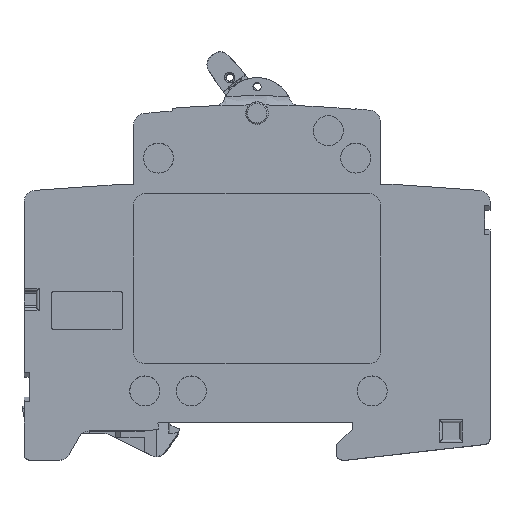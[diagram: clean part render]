
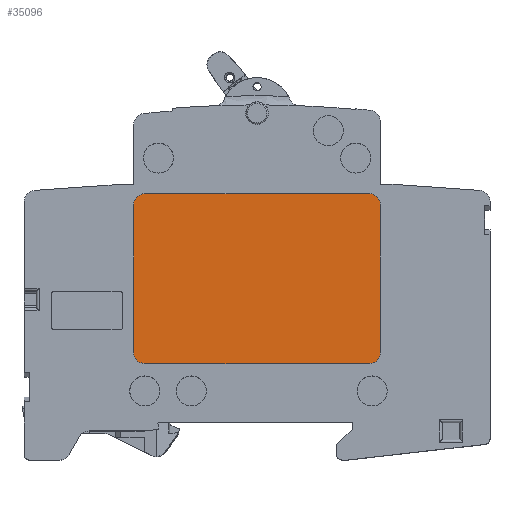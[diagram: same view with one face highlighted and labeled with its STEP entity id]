
A CAD part, top view. The second image highlights one B-rep face of the part: STEP entity #35096.
In plain terms, the highlighted planar face has unit normal (0, 0, 1).
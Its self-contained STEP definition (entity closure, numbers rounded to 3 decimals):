
#11133=CARTESIAN_POINT('',(20.5,39.8,8.625));
#11134=DIRECTION('',(0.,0.,1.));
#11135=DIRECTION('',(1.,0.,0.));
#11136=AXIS2_PLACEMENT_3D('',#11133,#11134,#11135);
#11151=CARTESIAN_POINT('',(-20.5,39.8,8.625));
#11152=DIRECTION('',(0.,0.,1.));
#11153=DIRECTION('',(0.,1.,0.));
#11154=AXIS2_PLACEMENT_3D('',#11151,#11152,#11153);
#11156=DIRECTION('',(-1.,0.,0.));
#11157=VECTOR('',#11156,41.);
#11158=CARTESIAN_POINT('',(20.5,41.8,8.625));
#11159=LINE('',#11158,#11157);
#11160=DIRECTION('',(0.,1.,0.));
#11161=VECTOR('',#11160,27.);
#11162=CARTESIAN_POINT('',(22.5,12.8,8.625));
#11163=LINE('',#11162,#11161);
#11164=DIRECTION('',(1.,0.,0.));
#11165=VECTOR('',#11164,41.);
#11166=CARTESIAN_POINT('',(-20.5,10.8,8.625));
#11167=LINE('',#11166,#11165);
#11168=DIRECTION('',(0.,-1.,0.));
#11169=VECTOR('',#11168,27.);
#11170=CARTESIAN_POINT('',(-22.5,39.8,8.625));
#11171=LINE('',#11170,#11169);
#11185=CARTESIAN_POINT('',(20.5,12.8,8.625));
#11186=DIRECTION('',(0.,0.,1.));
#11187=DIRECTION('',(0.,-1.,0.));
#11188=AXIS2_PLACEMENT_3D('',#11185,#11186,#11187);
#11203=CARTESIAN_POINT('',(-20.5,12.8,8.625));
#11204=DIRECTION('',(0.,0.,1.));
#11205=DIRECTION('',(-1.,0.,0.));
#11206=AXIS2_PLACEMENT_3D('',#11203,#11204,#11205);
#13602=CARTESIAN_POINT('',(-22.5,39.8,8.625));
#13604=VERTEX_POINT('',#13602);
#13606=CARTESIAN_POINT('',(-20.5,41.8,8.625));
#13608=VERTEX_POINT('',#13606);
#13610=CARTESIAN_POINT('',(20.5,41.8,8.625));
#13612=VERTEX_POINT('',#13610);
#13614=CARTESIAN_POINT('',(22.5,39.8,8.625));
#13616=VERTEX_POINT('',#13614);
#13618=CARTESIAN_POINT('',(22.5,12.8,8.625));
#13620=VERTEX_POINT('',#13618);
#13622=CARTESIAN_POINT('',(20.5,10.8,8.625));
#13624=VERTEX_POINT('',#13622);
#13626=CARTESIAN_POINT('',(-20.5,10.8,8.625));
#13628=VERTEX_POINT('',#13626);
#13630=CARTESIAN_POINT('',(-22.5,12.8,8.625));
#13632=VERTEX_POINT('',#13630);
#35078=CARTESIAN_POINT('',(-27.5,0.,8.625));
#35079=DIRECTION('',(0.,0.,1.));
#35080=DIRECTION('',(1.,0.,0.));
#35081=AXIS2_PLACEMENT_3D('',#35078,#35079,#35080);
#35082=PLANE('',#35081);
#35083=ORIENTED_EDGE('',*,*,#35045,.F.);
#35084=ORIENTED_EDGE('',*,*,#35024,.F.);
#35085=ORIENTED_EDGE('',*,*,#35003,.F.);
#35086=ORIENTED_EDGE('',*,*,#34982,.F.);
#35088=ORIENTED_EDGE('',*,*,#35087,.F.);
#35090=ORIENTED_EDGE('',*,*,#35089,.F.);
#35092=ORIENTED_EDGE('',*,*,#35091,.F.);
#35093=ORIENTED_EDGE('',*,*,#35063,.F.);
#35094=EDGE_LOOP('',(#35083,#35084,#35085,#35086,#35088,#35090,#35092,#35093));
#35095=FACE_OUTER_BOUND('',#35094,.F.);
#11137=CIRCLE('',#11136,2.);
#11155=CIRCLE('',#11154,2.);
#11189=CIRCLE('',#11188,2.);
#11207=CIRCLE('',#11206,2.);
#34982=EDGE_CURVE('',#13620,#13616,#11163,.T.);
#35003=EDGE_CURVE('',#13616,#13612,#11137,.T.);
#35024=EDGE_CURVE('',#13612,#13608,#11159,.T.);
#35045=EDGE_CURVE('',#13608,#13604,#11155,.T.);
#35063=EDGE_CURVE('',#13604,#13632,#11171,.T.);
#35087=EDGE_CURVE('',#13624,#13620,#11189,.T.);
#35089=EDGE_CURVE('',#13628,#13624,#11167,.T.);
#35091=EDGE_CURVE('',#13632,#13628,#11207,.T.);
#35096=ADVANCED_FACE('',(#35095),#35082,.T.);
